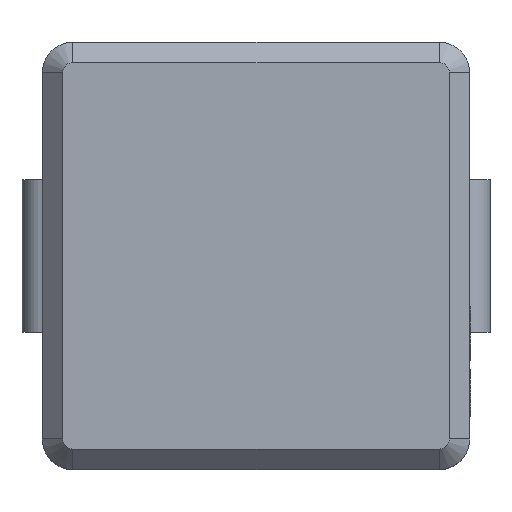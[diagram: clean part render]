
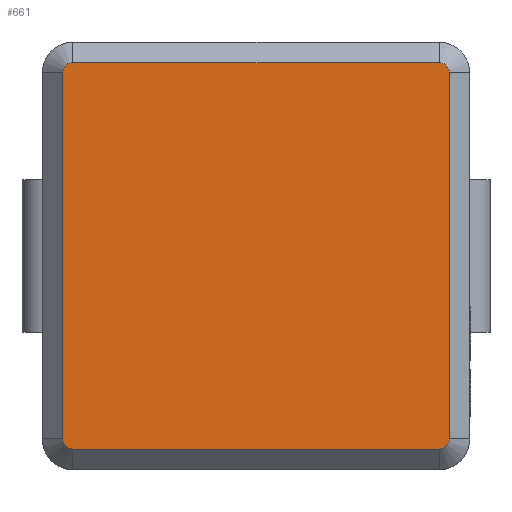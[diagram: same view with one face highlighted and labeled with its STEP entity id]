
A CAD part, top view. The second image highlights one B-rep face of the part: STEP entity #661.
In plain terms, the highlighted planar face has unit normal (0, 0, 1).
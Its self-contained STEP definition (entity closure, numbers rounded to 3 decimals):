
#20 = ORIENTED_EDGE ( 'NONE', *, *, #4846, .T. ) ;
#279 = CARTESIAN_POINT ( 'NONE',  ( 1.9, 0., 1.9 ) ) ;
#528 = CARTESIAN_POINT ( 'NONE',  ( -1.8, 1.8, 1.9 ) ) ;
#661 = ADVANCED_FACE ( 'NONE', ( #8958 ), #11438, .F. ) ;
#744 = VERTEX_POINT ( 'NONE', #9953 ) ;
#785 = LINE ( 'NONE', #5557, #5680 ) ;
#1058 = DIRECTION ( 'NONE',  ( 1., 0., 0. ) ) ;
#1074 = AXIS2_PLACEMENT_3D ( 'NONE', #528, #5235, #4137 ) ;
#1190 = VERTEX_POINT ( 'NONE', #3900 ) ;
#1211 = CARTESIAN_POINT ( 'NONE',  ( 1.8, -1.9, 1.9 ) ) ;
#1544 = CIRCLE ( 'NONE', #3539, 0.1 ) ;
#1705 = ORIENTED_EDGE ( 'NONE', *, *, #4197, .T. ) ;
#2085 = EDGE_CURVE ( 'NONE', #7257, #5908, #785, .T. ) ;
#2285 = AXIS2_PLACEMENT_3D ( 'NONE', #7077, #6927, #12743 ) ;
#2648 = EDGE_LOOP ( 'NONE', ( #14010, #3998, #11074, #14989, #5135, #1705, #20, #6848 ) ) ;
#2723 = EDGE_CURVE ( 'NONE', #5908, #4202, #12776, .T. ) ;
#3530 = CARTESIAN_POINT ( 'NONE',  ( 1.8, 1.8, 1.9 ) ) ;
#3539 = AXIS2_PLACEMENT_3D ( 'NONE', #7431, #12158, #13444 ) ;
#3756 = DIRECTION ( 'NONE',  ( -1., 0., 0. ) ) ;
#3887 = DIRECTION ( 'NONE',  ( 0., 1., 0. ) ) ;
#3900 = CARTESIAN_POINT ( 'NONE',  ( -1.9, -1.8, 1.9 ) ) ;
#3998 = ORIENTED_EDGE ( 'NONE', *, *, #8445, .T. ) ;
#4077 = EDGE_CURVE ( 'NONE', #8095, #744, #10252, .T. ) ;
#4137 = DIRECTION ( 'NONE',  ( -1., 0., 0. ) ) ;
#4197 = EDGE_CURVE ( 'NONE', #1190, #4807, #1544, .T. ) ;
#4202 = VERTEX_POINT ( 'NONE', #14456 ) ;
#4493 = AXIS2_PLACEMENT_3D ( 'NONE', #6150, #15288, #8492 ) ;
#4741 = EDGE_CURVE ( 'NONE', #744, #7012, #8720, .T. ) ;
#4807 = VERTEX_POINT ( 'NONE', #12434 ) ;
#4846 = EDGE_CURVE ( 'NONE', #4807, #8095, #14969, .T. ) ;
#5135 = ORIENTED_EDGE ( 'NONE', *, *, #7107, .T. ) ;
#5235 = DIRECTION ( 'NONE',  ( 0., 0., 1. ) ) ;
#5557 = CARTESIAN_POINT ( 'NONE',  ( 0., 1.9, 1.9 ) ) ;
#5680 = VECTOR ( 'NONE', #14919, 1000. ) ;
#5908 = VERTEX_POINT ( 'NONE', #14148 ) ;
#6150 = CARTESIAN_POINT ( 'NONE',  ( 0., 0., 1.9 ) ) ;
#6848 = ORIENTED_EDGE ( 'NONE', *, *, #4077, .T. ) ;
#6927 = DIRECTION ( 'NONE',  ( 0., 0., 1. ) ) ;
#7012 = VERTEX_POINT ( 'NONE', #7771 ) ;
#7077 = CARTESIAN_POINT ( 'NONE',  ( 1.8, -1.8, 1.9 ) ) ;
#7107 = EDGE_CURVE ( 'NONE', #4202, #1190, #7847, .T. ) ;
#7257 = VERTEX_POINT ( 'NONE', #14150 ) ;
#7356 = CIRCLE ( 'NONE', #8852, 0.1 ) ;
#7391 = VECTOR ( 'NONE', #3887, 1000. ) ;
#7431 = CARTESIAN_POINT ( 'NONE',  ( -1.8, -1.8, 1.9 ) ) ;
#7771 = CARTESIAN_POINT ( 'NONE',  ( 1.9, 1.8, 1.9 ) ) ;
#7847 = LINE ( 'NONE', #12659, #8093 ) ;
#8093 = VECTOR ( 'NONE', #15024, 1000. ) ;
#8095 = VERTEX_POINT ( 'NONE', #1211 ) ;
#8445 = EDGE_CURVE ( 'NONE', #7012, #7257, #7356, .T. ) ;
#8492 = DIRECTION ( 'NONE',  ( -1., 0., 0. ) ) ;
#8720 = LINE ( 'NONE', #279, #7391 ) ;
#8852 = AXIS2_PLACEMENT_3D ( 'NONE', #3530, #9528, #3756 ) ;
#8958 = FACE_OUTER_BOUND ( 'NONE', #2648, .T. ) ;
#9125 = VECTOR ( 'NONE', #1058, 1000. ) ;
#9528 = DIRECTION ( 'NONE',  ( 0., 0., 1. ) ) ;
#9953 = CARTESIAN_POINT ( 'NONE',  ( 1.9, -1.8, 1.9 ) ) ;
#10252 = CIRCLE ( 'NONE', #2285, 0.1 ) ;
#11074 = ORIENTED_EDGE ( 'NONE', *, *, #2085, .T. ) ;
#11438 = PLANE ( 'NONE',  #4493 ) ;
#12158 = DIRECTION ( 'NONE',  ( 0., 0., 1. ) ) ;
#12434 = CARTESIAN_POINT ( 'NONE',  ( -1.8, -1.9, 1.9 ) ) ;
#12659 = CARTESIAN_POINT ( 'NONE',  ( -1.9, 0., 1.9 ) ) ;
#12743 = DIRECTION ( 'NONE',  ( -1., 0., 0. ) ) ;
#12776 = CIRCLE ( 'NONE', #1074, 0.1 ) ;
#13444 = DIRECTION ( 'NONE',  ( -1., 0., 0. ) ) ;
#14010 = ORIENTED_EDGE ( 'NONE', *, *, #4741, .T. ) ;
#14148 = CARTESIAN_POINT ( 'NONE',  ( -1.8, 1.9, 1.9 ) ) ;
#14150 = CARTESIAN_POINT ( 'NONE',  ( 1.8, 1.9, 1.9 ) ) ;
#14456 = CARTESIAN_POINT ( 'NONE',  ( -1.9, 1.8, 1.9 ) ) ;
#14919 = DIRECTION ( 'NONE',  ( -1., 0., 0. ) ) ;
#14969 = LINE ( 'NONE', #15279, #9125 ) ;
#14989 = ORIENTED_EDGE ( 'NONE', *, *, #2723, .T. ) ;
#15024 = DIRECTION ( 'NONE',  ( 0., -1., 0. ) ) ;
#15279 = CARTESIAN_POINT ( 'NONE',  ( 0., -1.9, 1.9 ) ) ;
#15288 = DIRECTION ( 'NONE',  ( 0., 0., -1. ) ) ;
